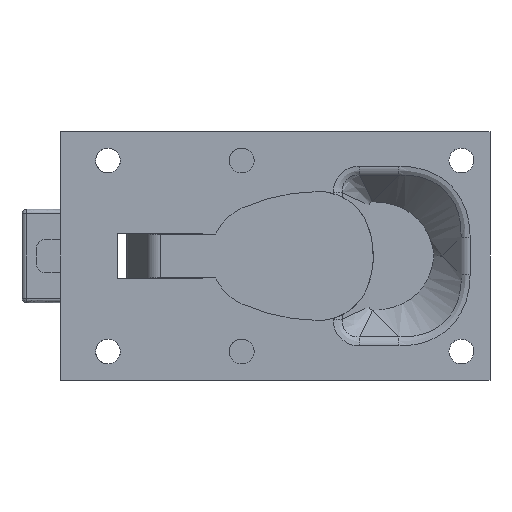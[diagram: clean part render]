
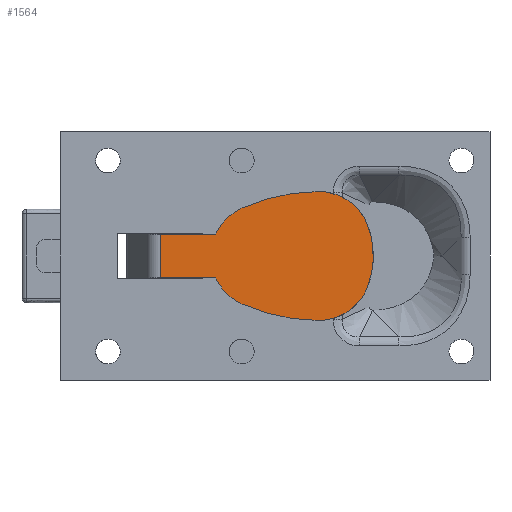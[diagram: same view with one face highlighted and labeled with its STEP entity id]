
A CAD part, front view. The second image highlights one B-rep face of the part: STEP entity #1564.
In plain terms, the highlighted free-form (B-spline) face has degree [1, 1] with [2, 2] control points.
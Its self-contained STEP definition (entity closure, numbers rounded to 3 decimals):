
#1275=CARTESIAN_POINT('',(-0.288,-2.0,2.3));
#1276=VERTEX_POINT('',#1275);
#1299=CARTESIAN_POINT('',(-0.288,-2.0,-2.3));
#1300=VERTEX_POINT('',#1299);
#1314=CARTESIAN_POINT('',(-0.288,-2.0,-2.3));
#1315=CARTESIAN_POINT('',(-0.288,-2.0,2.3));
#1316=QUASI_UNIFORM_CURVE('',1,(#1314,#1315),.UNSPECIFIED.,.F.,.U.);
#1317=EDGE_CURVE('',#1300,#1276,#1316,.T.);
#1439=CARTESIAN_POINT('',(-1.401,-2.0,7.424));
#1440=CARTESIAN_POINT('',(23.094,-2.0,7.424));
#1441=CARTESIAN_POINT('',(-1.401,-2.0,-7.424));
#1442=CARTESIAN_POINT('',(23.094,-2.0,-7.424));
#1443=B_SPLINE_SURFACE_WITH_KNOTS('',1,1,((#1439,#1441),(#1440,#1442)),.UNSPECIFIED.,.F.,.F.,.U.,(2,2),(2,2),(0.0,24.495),(0.0,14.848),.UNSPECIFIED.);
#1444=CARTESIAN_POINT('',(5.482,-2.0,-2.3));
#1445=VERTEX_POINT('',#1444);
#1446=CARTESIAN_POINT('',(-0.288,-2.0,-2.3));
#1447=CARTESIAN_POINT('',(5.482,-2.0,-2.3));
#1448=QUASI_UNIFORM_CURVE('',1,(#1446,#1447),.UNSPECIFIED.,.F.,.U.);
#1449=EDGE_CURVE('',#1300,#1445,#1448,.T.);
#1450=ORIENTED_EDGE('',*,*,#1449,.T.);
#1451=CARTESIAN_POINT('',(8.243,-2.0,-5.026));
#1452=VERTEX_POINT('',#1451);
#1453=CARTESIAN_POINT('',(5.482,-2.0,-2.3));
#1454=CARTESIAN_POINT('',(6.349,-2.,-4.183));
#1455=CARTESIAN_POINT('',(8.243,-2.0,-5.026));
#1463=(BOUNDED_CURVE()B_SPLINE_CURVE(2,(#1453,#1454,#1455),.UNSPECIFIED.,.F.,.U.)CURVE()GEOMETRIC_REPRESENTATION_ITEM()QUASI_UNIFORM_CURVE()RATIONAL_B_SPLINE_CURVE((1.0,0.936,1.0))REPRESENTATION_ITEM(''));
#1464=EDGE_CURVE('',#1445,#1452,#1463,.T.);
#1465=ORIENTED_EDGE('',*,*,#1464,.T.);
#1466=CARTESIAN_POINT('',(16.206,-2.0,-6.75));
#1467=VERTEX_POINT('',#1466);
#1468=CARTESIAN_POINT('',(8.243,-2.0,-5.026));
#1469=CARTESIAN_POINT('',(12.046,-2.,-6.716));
#1470=CARTESIAN_POINT('',(16.206,-2.0,-6.75));
#1478=(BOUNDED_CURVE()B_SPLINE_CURVE(2,(#1468,#1469,#1470),.UNSPECIFIED.,.F.,.U.)CURVE()GEOMETRIC_REPRESENTATION_ITEM()QUASI_UNIFORM_CURVE()RATIONAL_B_SPLINE_CURVE((1.0,0.979,1.0))REPRESENTATION_ITEM(''));
#1479=EDGE_CURVE('',#1452,#1467,#1478,.T.);
#1480=ORIENTED_EDGE('',*,*,#1479,.T.);
#1481=CARTESIAN_POINT('',(21.388,-2.0,-3.214));
#1482=VERTEX_POINT('',#1481);
#1483=CARTESIAN_POINT('',(16.206,-2.0,-6.75));
#1484=CARTESIAN_POINT('',(20.025,-2.,-6.781));
#1485=CARTESIAN_POINT('',(21.388,-2.0,-3.214));
#1493=(BOUNDED_CURVE()B_SPLINE_CURVE(2,(#1483,#1484,#1485),.UNSPECIFIED.,.F.,.U.)CURVE()GEOMETRIC_REPRESENTATION_ITEM()QUASI_UNIFORM_CURVE()RATIONAL_B_SPLINE_CURVE((1.0,0.821,1.0))REPRESENTATION_ITEM(''));
#1494=EDGE_CURVE('',#1467,#1482,#1493,.T.);
#1495=ORIENTED_EDGE('',*,*,#1494,.T.);
#1496=CARTESIAN_POINT('',(21.388,-2.0,3.214));
#1497=VERTEX_POINT('',#1496);
#1498=CARTESIAN_POINT('',(21.388,-2.0,-3.214));
#1499=CARTESIAN_POINT('',(22.617,-2.,0.));
#1500=CARTESIAN_POINT('',(21.388,-2.0,3.214));
#1508=(BOUNDED_CURVE()B_SPLINE_CURVE(2,(#1498,#1499,#1500),.UNSPECIFIED.,.F.,.U.)CURVE()GEOMETRIC_REPRESENTATION_ITEM()QUASI_UNIFORM_CURVE()RATIONAL_B_SPLINE_CURVE((1.0,0.934,1.0))REPRESENTATION_ITEM(''));
#1509=EDGE_CURVE('',#1482,#1497,#1508,.T.);
#1510=ORIENTED_EDGE('',*,*,#1509,.T.);
#1511=CARTESIAN_POINT('',(16.206,-2.0,6.75));
#1512=VERTEX_POINT('',#1511);
#1513=CARTESIAN_POINT('',(21.388,-2.0,3.214));
#1514=CARTESIAN_POINT('',(20.025,-2.,6.781));
#1515=CARTESIAN_POINT('',(16.206,-2.0,6.75));
#1523=(BOUNDED_CURVE()B_SPLINE_CURVE(2,(#1513,#1514,#1515),.UNSPECIFIED.,.F.,.U.)CURVE()GEOMETRIC_REPRESENTATION_ITEM()QUASI_UNIFORM_CURVE()RATIONAL_B_SPLINE_CURVE((1.0,0.821,1.0))REPRESENTATION_ITEM(''));
#1524=EDGE_CURVE('',#1497,#1512,#1523,.T.);
#1525=ORIENTED_EDGE('',*,*,#1524,.T.);
#1526=CARTESIAN_POINT('',(8.243,-2.0,5.026));
#1527=VERTEX_POINT('',#1526);
#1528=CARTESIAN_POINT('',(16.206,-2.0,6.75));
#1529=CARTESIAN_POINT('',(12.046,-2.,6.716));
#1530=CARTESIAN_POINT('',(8.243,-2.0,5.026));
#1538=(BOUNDED_CURVE()B_SPLINE_CURVE(2,(#1528,#1529,#1530),.UNSPECIFIED.,.F.,.U.)CURVE()GEOMETRIC_REPRESENTATION_ITEM()QUASI_UNIFORM_CURVE()RATIONAL_B_SPLINE_CURVE((1.0,0.979,1.0))REPRESENTATION_ITEM(''));
#1539=EDGE_CURVE('',#1512,#1527,#1538,.T.);
#1540=ORIENTED_EDGE('',*,*,#1539,.T.);
#1541=CARTESIAN_POINT('',(5.482,-2.0,2.3));
#1542=VERTEX_POINT('',#1541);
#1543=CARTESIAN_POINT('',(8.243,-2.0,5.026));
#1544=CARTESIAN_POINT('',(6.349,-2.,4.183));
#1545=CARTESIAN_POINT('',(5.482,-2.0,2.3));
#1553=(BOUNDED_CURVE()B_SPLINE_CURVE(2,(#1543,#1544,#1545),.UNSPECIFIED.,.F.,.U.)CURVE()GEOMETRIC_REPRESENTATION_ITEM()QUASI_UNIFORM_CURVE()RATIONAL_B_SPLINE_CURVE((1.0,0.936,1.0))REPRESENTATION_ITEM(''));
#1554=EDGE_CURVE('',#1527,#1542,#1553,.T.);
#1555=ORIENTED_EDGE('',*,*,#1554,.T.);
#1556=CARTESIAN_POINT('',(5.482,-2.0,2.3));
#1557=CARTESIAN_POINT('',(-0.288,-2.0,2.3));
#1558=QUASI_UNIFORM_CURVE('',1,(#1556,#1557),.UNSPECIFIED.,.F.,.U.);
#1559=EDGE_CURVE('',#1542,#1276,#1558,.T.);
#1560=ORIENTED_EDGE('',*,*,#1559,.T.);
#1561=ORIENTED_EDGE('',*,*,#1317,.F.);
#1562=EDGE_LOOP('',(#1450,#1465,#1480,#1495,#1510,#1525,#1540,#1555,#1560,#1561));
#1563=FACE_OUTER_BOUND('',#1562,.T.);
#1564=ADVANCED_FACE('',(#1563),#1443,.F.);
